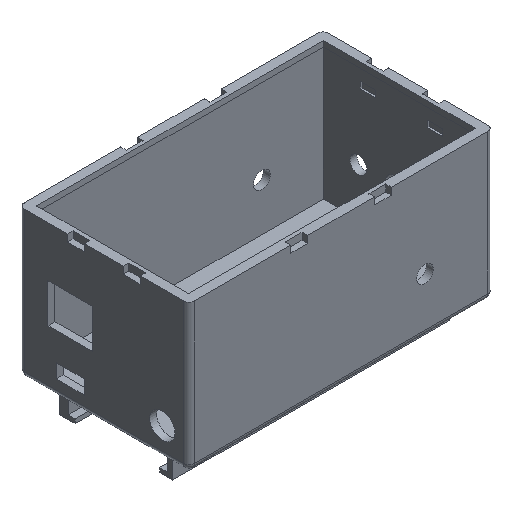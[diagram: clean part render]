
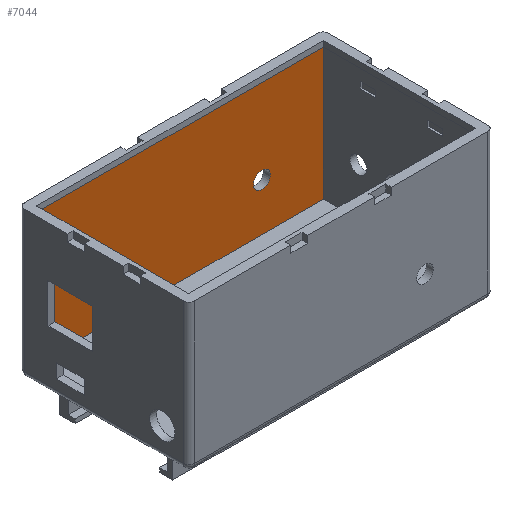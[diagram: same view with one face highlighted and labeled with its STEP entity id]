
A CAD part, isometric view. The second image highlights one B-rep face of the part: STEP entity #7044.
In plain terms, the highlighted planar face has unit normal (0, -1, 0).
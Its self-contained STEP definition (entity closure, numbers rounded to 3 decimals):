
#2169 = PLANE('',#2170);
#2170 = AXIS2_PLACEMENT_3D('',#2171,#2172,#2173);
#2171 = CARTESIAN_POINT('',(-52.1,28.,-25.));
#2172 = DIRECTION('',(1.,0.,-0.));
#2173 = DIRECTION('',(0.,-1.,0.));
#3053 = CYLINDRICAL_SURFACE('',#3054,3.);
#3054 = AXIS2_PLACEMENT_3D('',#3055,#3056,#3057);
#3055 = CARTESIAN_POINT('',(30.1,0.,-8.));
#3056 = DIRECTION('',(0.,-1.,0.));
#3057 = DIRECTION('',(1.,0.,0.));
#4305 = PLANE('',#4306);
#4306 = AXIS2_PLACEMENT_3D('',#4307,#4308,#4309);
#4307 = CARTESIAN_POINT('',(0.,0.,23.));
#4308 = DIRECTION('',(0.,0.,1.));
#4309 = DIRECTION('',(1.,0.,-0.));
#5093 = VERTEX_POINT('',#5094);
#5094 = CARTESIAN_POINT('',(-52.1,28.,-25.));
#5110 = PLANE('',#5111);
#5111 = AXIS2_PLACEMENT_3D('',#5112,#5113,#5114);
#5112 = CARTESIAN_POINT('',(0.,0.,-25.));
#5113 = DIRECTION('',(0.,0.,1.));
#5114 = DIRECTION('',(1.,0.,-0.));
#5122 = EDGE_CURVE('',#5093,#5123,#5125,.T.);
#5123 = VERTEX_POINT('',#5124);
#5124 = CARTESIAN_POINT('',(-52.1,28.,23.));
#5125 = SURFACE_CURVE('',#5126,(#5130,#5137),.PCURVE_S1.);
#5126 = LINE('',#5127,#5128);
#5127 = CARTESIAN_POINT('',(-52.1,28.,-25.));
#5128 = VECTOR('',#5129,1.);
#5129 = DIRECTION('',(0.,0.,1.));
#5130 = PCURVE('',#2169,#5131);
#5131 = DEFINITIONAL_REPRESENTATION('',(#5132),#5136);
#5132 = LINE('',#5133,#5134);
#5133 = CARTESIAN_POINT('',(0.,0.));
#5134 = VECTOR('',#5135,1.);
#5135 = DIRECTION('',(0.,-1.));
#5136 = ( GEOMETRIC_REPRESENTATION_CONTEXT(2) 
PARAMETRIC_REPRESENTATION_CONTEXT() REPRESENTATION_CONTEXT('2D SPACE',''
  ) );
#5137 = PCURVE('',#5138,#5143);
#5138 = PLANE('',#5139);
#5139 = AXIS2_PLACEMENT_3D('',#5140,#5141,#5142);
#5140 = CARTESIAN_POINT('',(52.1,28.,-25.));
#5141 = DIRECTION('',(0.,-1.,0.));
#5142 = DIRECTION('',(-1.,0.,0.));
#5143 = DEFINITIONAL_REPRESENTATION('',(#5144),#5148);
#5144 = LINE('',#5145,#5146);
#5145 = CARTESIAN_POINT('',(104.2,0.));
#5146 = VECTOR('',#5147,1.);
#5147 = DIRECTION('',(0.,-1.));
#5148 = ( GEOMETRIC_REPRESENTATION_CONTEXT(2) 
PARAMETRIC_REPRESENTATION_CONTEXT() REPRESENTATION_CONTEXT('2D SPACE',''
  ) );
#5575 = EDGE_CURVE('',#5576,#5576,#5578,.T.);
#5576 = VERTEX_POINT('',#5577);
#5577 = CARTESIAN_POINT('',(33.1,28.,-8.));
#5578 = SURFACE_CURVE('',#5579,(#5584,#5591),.PCURVE_S1.);
#5579 = CIRCLE('',#5580,3.);
#5580 = AXIS2_PLACEMENT_3D('',#5581,#5582,#5583);
#5581 = CARTESIAN_POINT('',(30.1,28.,-8.));
#5582 = DIRECTION('',(0.,-1.,0.));
#5583 = DIRECTION('',(1.,0.,0.));
#5584 = PCURVE('',#3053,#5585);
#5585 = DEFINITIONAL_REPRESENTATION('',(#5586),#5590);
#5586 = LINE('',#5587,#5588);
#5587 = CARTESIAN_POINT('',(0.,-28.));
#5588 = VECTOR('',#5589,1.);
#5589 = DIRECTION('',(1.,0.));
#5590 = ( GEOMETRIC_REPRESENTATION_CONTEXT(2) 
PARAMETRIC_REPRESENTATION_CONTEXT() REPRESENTATION_CONTEXT('2D SPACE',''
  ) );
#5591 = PCURVE('',#5138,#5592);
#5592 = DEFINITIONAL_REPRESENTATION('',(#5593),#5597);
#5593 = CIRCLE('',#5594,3.);
#5594 = AXIS2_PLACEMENT_2D('',#5595,#5596);
#5595 = CARTESIAN_POINT('',(22.,-17.));
#5596 = DIRECTION('',(-1.,-0.));
#5597 = ( GEOMETRIC_REPRESENTATION_CONTEXT(2) 
PARAMETRIC_REPRESENTATION_CONTEXT() REPRESENTATION_CONTEXT('2D SPACE',''
  ) );
#5728 = PLANE('',#5729);
#5729 = AXIS2_PLACEMENT_3D('',#5730,#5731,#5732);
#5730 = CARTESIAN_POINT('',(52.1,-28.,-25.));
#5731 = DIRECTION('',(-1.,0.,0.));
#5732 = DIRECTION('',(0.,1.,0.));
#5941 = VERTEX_POINT('',#5942);
#5942 = CARTESIAN_POINT('',(52.1,28.,23.));
#5963 = EDGE_CURVE('',#5941,#5123,#5964,.T.);
#5964 = SURFACE_CURVE('',#5965,(#5969,#5976),.PCURVE_S1.);
#5965 = LINE('',#5966,#5967);
#5966 = CARTESIAN_POINT('',(52.1,28.,23.));
#5967 = VECTOR('',#5968,1.);
#5968 = DIRECTION('',(-1.,0.,0.));
#5969 = PCURVE('',#4305,#5970);
#5970 = DEFINITIONAL_REPRESENTATION('',(#5971),#5975);
#5971 = LINE('',#5972,#5973);
#5972 = CARTESIAN_POINT('',(52.1,28.));
#5973 = VECTOR('',#5974,1.);
#5974 = DIRECTION('',(-1.,0.));
#5975 = ( GEOMETRIC_REPRESENTATION_CONTEXT(2) 
PARAMETRIC_REPRESENTATION_CONTEXT() REPRESENTATION_CONTEXT('2D SPACE',''
  ) );
#5976 = PCURVE('',#5138,#5977);
#5977 = DEFINITIONAL_REPRESENTATION('',(#5978),#5982);
#5978 = LINE('',#5979,#5980);
#5979 = CARTESIAN_POINT('',(0.,-48.));
#5980 = VECTOR('',#5981,1.);
#5981 = DIRECTION('',(1.,0.));
#5982 = ( GEOMETRIC_REPRESENTATION_CONTEXT(2) 
PARAMETRIC_REPRESENTATION_CONTEXT() REPRESENTATION_CONTEXT('2D SPACE',''
  ) );
#6983 = VERTEX_POINT('',#6984);
#6984 = CARTESIAN_POINT('',(52.1,28.,-25.));
#7005 = EDGE_CURVE('',#6983,#5093,#7006,.T.);
#7006 = SURFACE_CURVE('',#7007,(#7011,#7018),.PCURVE_S1.);
#7007 = LINE('',#7008,#7009);
#7008 = CARTESIAN_POINT('',(52.1,28.,-25.));
#7009 = VECTOR('',#7010,1.);
#7010 = DIRECTION('',(-1.,0.,0.));
#7011 = PCURVE('',#5110,#7012);
#7012 = DEFINITIONAL_REPRESENTATION('',(#7013),#7017);
#7013 = LINE('',#7014,#7015);
#7014 = CARTESIAN_POINT('',(52.1,28.));
#7015 = VECTOR('',#7016,1.);
#7016 = DIRECTION('',(-1.,0.));
#7017 = ( GEOMETRIC_REPRESENTATION_CONTEXT(2) 
PARAMETRIC_REPRESENTATION_CONTEXT() REPRESENTATION_CONTEXT('2D SPACE',''
  ) );
#7018 = PCURVE('',#5138,#7019);
#7019 = DEFINITIONAL_REPRESENTATION('',(#7020),#7024);
#7020 = LINE('',#7021,#7022);
#7021 = CARTESIAN_POINT('',(0.,-0.));
#7022 = VECTOR('',#7023,1.);
#7023 = DIRECTION('',(1.,0.));
#7024 = ( GEOMETRIC_REPRESENTATION_CONTEXT(2) 
PARAMETRIC_REPRESENTATION_CONTEXT() REPRESENTATION_CONTEXT('2D SPACE',''
  ) );
#7044 = ADVANCED_FACE('',(#7045,#7071),#5138,.T.);
#7045 = FACE_BOUND('',#7046,.T.);
#7046 = EDGE_LOOP('',(#7047,#7048,#7069,#7070));
#7047 = ORIENTED_EDGE('',*,*,#7005,.F.);
#7048 = ORIENTED_EDGE('',*,*,#7049,.T.);
#7049 = EDGE_CURVE('',#6983,#5941,#7050,.T.);
#7050 = SURFACE_CURVE('',#7051,(#7055,#7062),.PCURVE_S1.);
#7051 = LINE('',#7052,#7053);
#7052 = CARTESIAN_POINT('',(52.1,28.,-25.));
#7053 = VECTOR('',#7054,1.);
#7054 = DIRECTION('',(0.,0.,1.));
#7055 = PCURVE('',#5138,#7056);
#7056 = DEFINITIONAL_REPRESENTATION('',(#7057),#7061);
#7057 = LINE('',#7058,#7059);
#7058 = CARTESIAN_POINT('',(0.,-0.));
#7059 = VECTOR('',#7060,1.);
#7060 = DIRECTION('',(0.,-1.));
#7061 = ( GEOMETRIC_REPRESENTATION_CONTEXT(2) 
PARAMETRIC_REPRESENTATION_CONTEXT() REPRESENTATION_CONTEXT('2D SPACE',''
  ) );
#7062 = PCURVE('',#5728,#7063);
#7063 = DEFINITIONAL_REPRESENTATION('',(#7064),#7068);
#7064 = LINE('',#7065,#7066);
#7065 = CARTESIAN_POINT('',(56.,0.));
#7066 = VECTOR('',#7067,1.);
#7067 = DIRECTION('',(0.,-1.));
#7068 = ( GEOMETRIC_REPRESENTATION_CONTEXT(2) 
PARAMETRIC_REPRESENTATION_CONTEXT() REPRESENTATION_CONTEXT('2D SPACE',''
  ) );
#7069 = ORIENTED_EDGE('',*,*,#5963,.T.);
#7070 = ORIENTED_EDGE('',*,*,#5122,.F.);
#7071 = FACE_BOUND('',#7072,.T.);
#7072 = EDGE_LOOP('',(#7073));
#7073 = ORIENTED_EDGE('',*,*,#5575,.F.);
